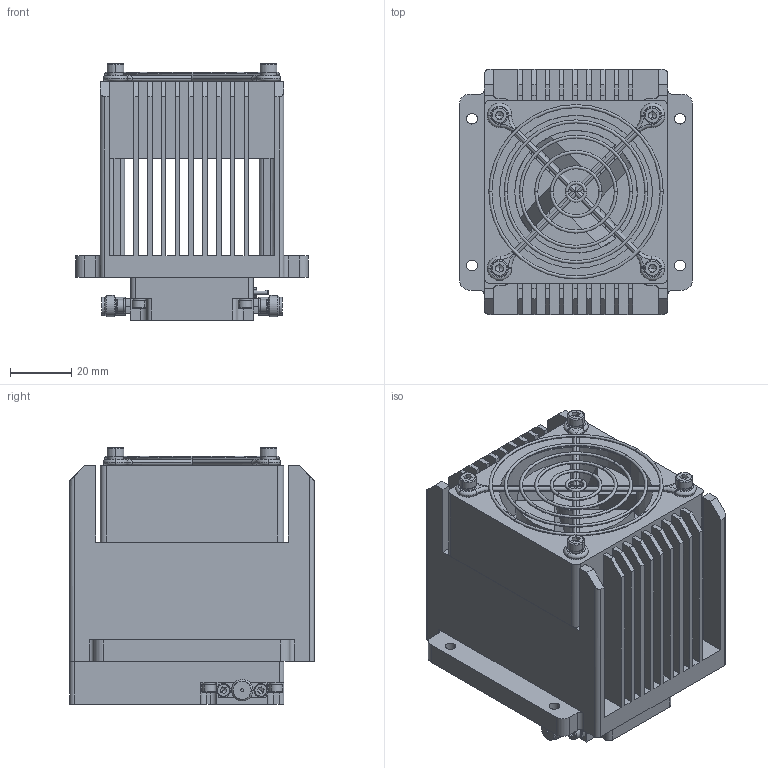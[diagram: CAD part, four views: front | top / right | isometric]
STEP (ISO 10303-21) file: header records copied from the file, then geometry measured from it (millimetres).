
FILE_DESCRIPTION (( 'STEP AP214' ), '1' );
FILE_NAME ('BP-HC-1, defeatured.STEP', '2025-01-08T20:00:41', ( '' ), ( '' ), 'SwSTEP 2.0', 'SolidWorks 2021', '' );
FILE_SCHEMA (( 'AUTOMOTIVE_DESIGN' ));
Length unit declared in the file: inch
Products named in the file (1): BP-HC-1, defeatured
Bounding box: 76 x 80 x 83.8 mm (x, y, z)
Volume: 201120 mm3; surface area: 125702.4 mm2
Topology: 42 solids, 42 shells, 1028 faces, 2578 edges, 1610 vertices
Faces by surface type: plane 509, cylinder 335, torus 98, cone 86
Entity records: 44629 total; most frequent: CARTESIAN_POINT 5747, DIRECTION 5490, ORIENTED_EDGE 5052, EDGE_CURVE 2526, AXIS2_PLACEMENT_3D 2051, VERTEX_POINT 1610, LINE 1388, VECTOR 1388
